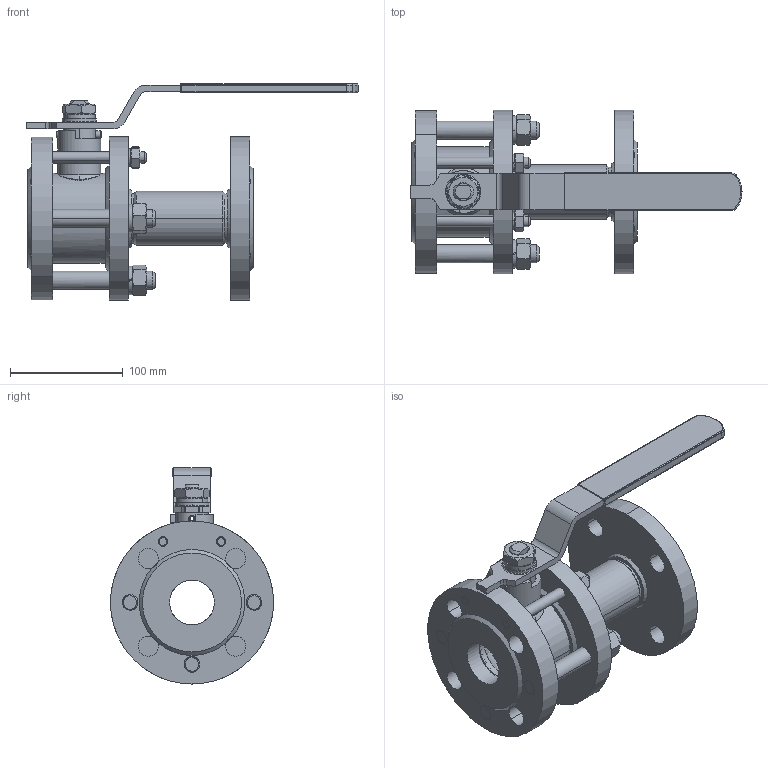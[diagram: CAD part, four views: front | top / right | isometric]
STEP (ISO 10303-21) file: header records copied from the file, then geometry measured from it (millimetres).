
FILE_DESCRIPTION((''),'2;1');
FILE_NAME('ÔÁ39 210 040 900.stp','2012-01-31T13:32:41',('Ãîíòàðåâ ÏÃ'),(''),'Autodesk Inventor 9','Autodesk Inventor 9','');
FILE_SCHEMA(('CONFIG_CONTROL_DESIGN'));
Length unit declared in the file: millimetre
Products named in the file (1): 埡39 210 040 900
Bounding box: 295 x 145 x 192 mm (x, y, z)
Volume: 1147583.9 mm3; surface area: 259522 mm2
Topology: 1 solids, 10 shells, 574 faces, 1578 edges, 1024 vertices
Faces by surface type: cylinder 185, plane 182, cone 110, bspline 69, torus 22, sphere 6
Entity records: 20329 total; most frequent: CARTESIAN_POINT 5438, DIRECTION 3262, ORIENTED_EDGE 3144, EDGE_CURVE 1572, AXIS2_PLACEMENT_3D 1360, VERTEX_POINT 1022, CIRCLE 798, EDGE_LOOP 661
